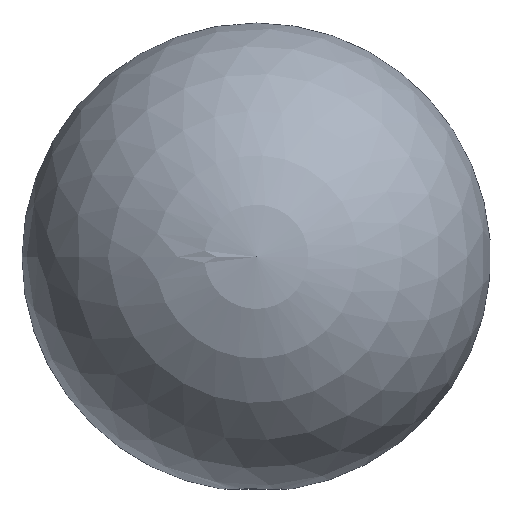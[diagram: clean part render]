
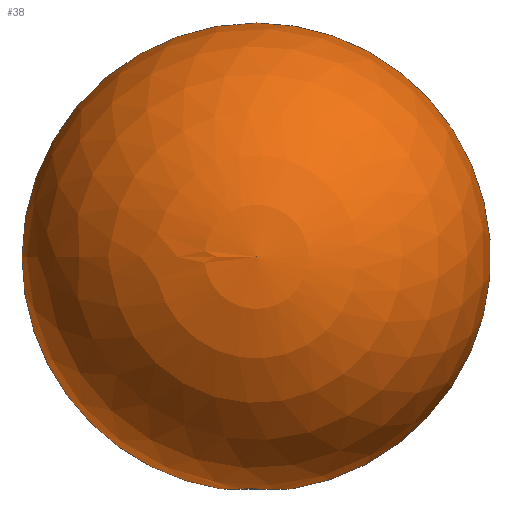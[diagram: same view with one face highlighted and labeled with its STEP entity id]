
A CAD part, top view. The second image highlights one B-rep face of the part: STEP entity #38.
In plain terms, the highlighted spherical face has radius 25 mm.
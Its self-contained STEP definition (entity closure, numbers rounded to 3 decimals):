
#11 = AXIS2_PLACEMENT_3D ( 'NONE', #248, #33, #118 ) ;
#14 = EDGE_LOOP ( 'NONE', ( #179, #21, #60, #128 ) ) ;
#21 = ORIENTED_EDGE ( 'NONE', *, *, #167, .T. ) ;
#22 = EDGE_CURVE ( 'NONE', #56, #80, #92, .T. ) ;
#32 = AXIS2_PLACEMENT_3D ( 'NONE', #70, #247, #90 ) ;
#33 = DIRECTION ( 'NONE',  ( 0., -1., 0. ) ) ;
#38 = ADVANCED_FACE ( 'NONE', ( #43 ), #91, .T. ) ;
#43 = FACE_OUTER_BOUND ( 'NONE', #14, .T. ) ;
#56 = VERTEX_POINT ( 'NONE', #269 ) ;
#60 = ORIENTED_EDGE ( 'NONE', *, *, #174, .F. ) ;
#61 = AXIS2_PLACEMENT_3D ( 'NONE', #189, #135, #117 ) ;
#70 = CARTESIAN_POINT ( 'NONE',  ( 0., 25., 0. ) ) ;
#80 = VERTEX_POINT ( 'NONE', #115 ) ;
#81 = DIRECTION ( 'NONE',  ( 1., 0., 0. ) ) ;
#90 = DIRECTION ( 'NONE',  ( -1., 0., 0. ) ) ;
#91 = SPHERICAL_SURFACE ( 'NONE', #32, 25. ) ;
#92 = CIRCLE ( 'NONE', #61, 25. ) ;
#115 = CARTESIAN_POINT ( 'NONE',  ( 3.743, 0.282, 0. ) ) ;
#117 = DIRECTION ( 'NONE',  ( -1., 0., 0. ) ) ;
#118 = DIRECTION ( 'NONE',  ( 0., 0., 1. ) ) ;
#120 = EDGE_CURVE ( 'NONE', #80, #215, #199, .T. ) ;
#128 = ORIENTED_EDGE ( 'NONE', *, *, #120, .F. ) ;
#135 = DIRECTION ( 'NONE',  ( 0., 0., -1. ) ) ;
#139 = CARTESIAN_POINT ( 'NONE',  ( 0., 25., 0. ) ) ;
#143 = DIRECTION ( 'NONE',  ( 0., 0., 1. ) ) ;
#145 = VERTEX_POINT ( 'NONE', #158 ) ;
#149 = AXIS2_PLACEMENT_3D ( 'NONE', #139, #143, #81 ) ;
#157 = DIRECTION ( 'NONE',  ( 0., -1., 0. ) ) ;
#158 = CARTESIAN_POINT ( 'NONE',  ( -3.743, 0.282, 0. ) ) ;
#162 = CARTESIAN_POINT ( 'NONE',  ( 0., 0.282, 3.743 ) ) ;
#167 = EDGE_CURVE ( 'NONE', #56, #145, #261, .T. ) ;
#174 = EDGE_CURVE ( 'NONE', #215, #145, #253, .T. ) ;
#179 = ORIENTED_EDGE ( 'NONE', *, *, #22, .F. ) ;
#189 = CARTESIAN_POINT ( 'NONE',  ( 0., 25., 0. ) ) ;
#195 = DIRECTION ( 'NONE',  ( 0., 0., 1. ) ) ;
#199 = CIRCLE ( 'NONE', #260, 3.743 ) ;
#215 = VERTEX_POINT ( 'NONE', #162 ) ;
#247 = DIRECTION ( 'NONE',  ( 0., 0., -1. ) ) ;
#248 = CARTESIAN_POINT ( 'NONE',  ( 0., 0.282, 0. ) ) ;
#253 = CIRCLE ( 'NONE', #11, 3.743 ) ;
#257 = CARTESIAN_POINT ( 'NONE',  ( 0., 0.282, 0. ) ) ;
#260 = AXIS2_PLACEMENT_3D ( 'NONE', #257, #157, #195 ) ;
#261 = CIRCLE ( 'NONE', #149, 25. ) ;
#269 = CARTESIAN_POINT ( 'NONE',  ( 0., 50., 0. ) ) ;
